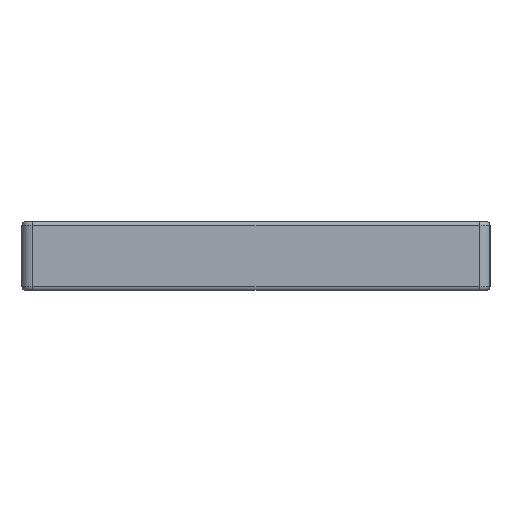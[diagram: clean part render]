
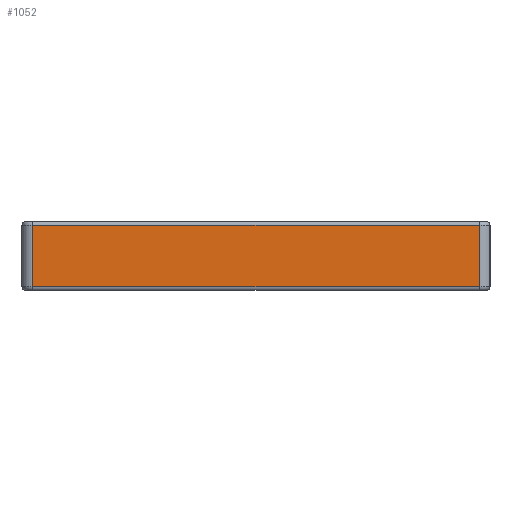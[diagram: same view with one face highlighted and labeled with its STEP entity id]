
A CAD part, left-side view. The second image highlights one B-rep face of the part: STEP entity #1052.
In plain terms, the highlighted planar face has unit normal (-1, 0, 0).
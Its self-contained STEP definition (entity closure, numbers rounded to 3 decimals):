
#1013=CARTESIAN_POINT('',(-36.48,57.121,-43.));
#1014=DIRECTION('',(-1.,0.,0.));
#1015=DIRECTION('',(-0.,-1.,0.));
#1016=AXIS2_PLACEMENT_3D('',#1013,#1014,#1015);
#1017=PLANE('',#1016);
#1018=CARTESIAN_POINT('',(-36.48,120.558,-44.));
#1019=VERTEX_POINT('',#1018);
#1020=CARTESIAN_POINT('',(-36.48,120.558,-61.5));
#1021=VERTEX_POINT('',#1020);
#1022=CARTESIAN_POINT('',(-36.48,120.558,-44.));
#1023=DIRECTION('',(-0.,-0.,-1.));
#1024=VECTOR('',#1023,17.5);
#1025=LINE('',#1022,#1024);
#1026=EDGE_CURVE('',#1019,#1021,#1025,.T.);
#1027=ORIENTED_EDGE('',*,*,#1026,.T.);
#1028=CARTESIAN_POINT('',(-36.48,-6.316,-61.5));
#1029=VERTEX_POINT('',#1028);
#1030=CARTESIAN_POINT('',(-36.48,120.558,-61.5));
#1031=DIRECTION('',(-0.,-1.,0.));
#1032=VECTOR('',#1031,126.874);
#1033=LINE('',#1030,#1032);
#1034=EDGE_CURVE('',#1021,#1029,#1033,.T.);
#1035=ORIENTED_EDGE('',*,*,#1034,.T.);
#1036=CARTESIAN_POINT('',(-36.48,-6.316,-44.));
#1037=VERTEX_POINT('',#1036);
#1038=CARTESIAN_POINT('',(-36.48,-6.316,-61.5));
#1039=DIRECTION('',(-0.,-0.,1.));
#1040=VECTOR('',#1039,17.5);
#1041=LINE('',#1038,#1040);
#1042=EDGE_CURVE('',#1029,#1037,#1041,.T.);
#1043=ORIENTED_EDGE('',*,*,#1042,.T.);
#1044=CARTESIAN_POINT('',(-36.48,-6.316,-44.));
#1045=DIRECTION('',(0.,1.,-0.));
#1046=VECTOR('',#1045,126.874);
#1047=LINE('',#1044,#1046);
#1048=EDGE_CURVE('',#1037,#1019,#1047,.T.);
#1049=ORIENTED_EDGE('',*,*,#1048,.T.);
#1050=EDGE_LOOP('',(#1027,#1035,#1043,#1049));
#1051=FACE_BOUND('',#1050,.T.);
#1052=ADVANCED_FACE('',(#1051),#1017,.T.);
